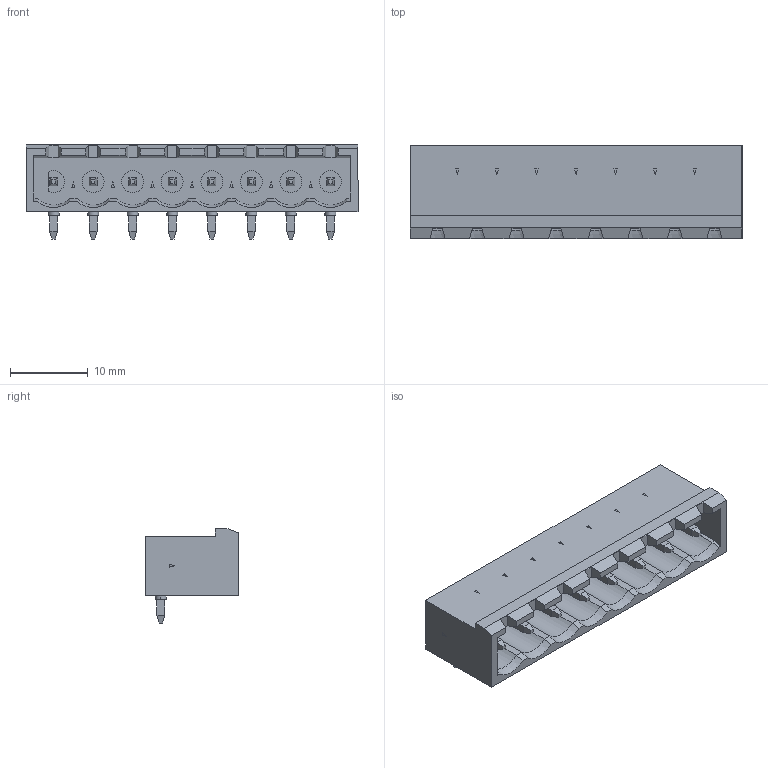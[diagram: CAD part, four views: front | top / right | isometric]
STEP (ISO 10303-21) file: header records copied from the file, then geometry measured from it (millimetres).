
FILE_DESCRIPTION((''),'2;1');
FILE_NAME('PHOENIX_1757307.stp','2010-02-10T11:49:22',(''),(''),'Mechanical Desktop 2010','Mechanical Desktop 2010',', , ');
FILE_SCHEMA(('AUTOMOTIVE_DESIGN { 1 2 10303 214 1 1 1 1 }'));
Length unit declared in the file: millimetre
Products named in the file (1): Product
Bounding box: 42.64 x 12 x 12.1 mm (x, y, z)
Volume: 2237.6 mm3; surface area: 3584.4 mm2
Topology: 49 solids, 49 shells, 559 faces, 1201 edges, 770 vertices
Faces by surface type: plane 470, cylinder 73, sphere 8, cone 8
Entity records: 14993 total; most frequent: CARTESIAN_POINT 2720, DIRECTION 2467, ORIENTED_EDGE 2396, EDGE_CURVE 1198, VECTOR 1023, LINE 1023, VERTEX_POINT 764, AXIS2_PLACEMENT_3D 722
